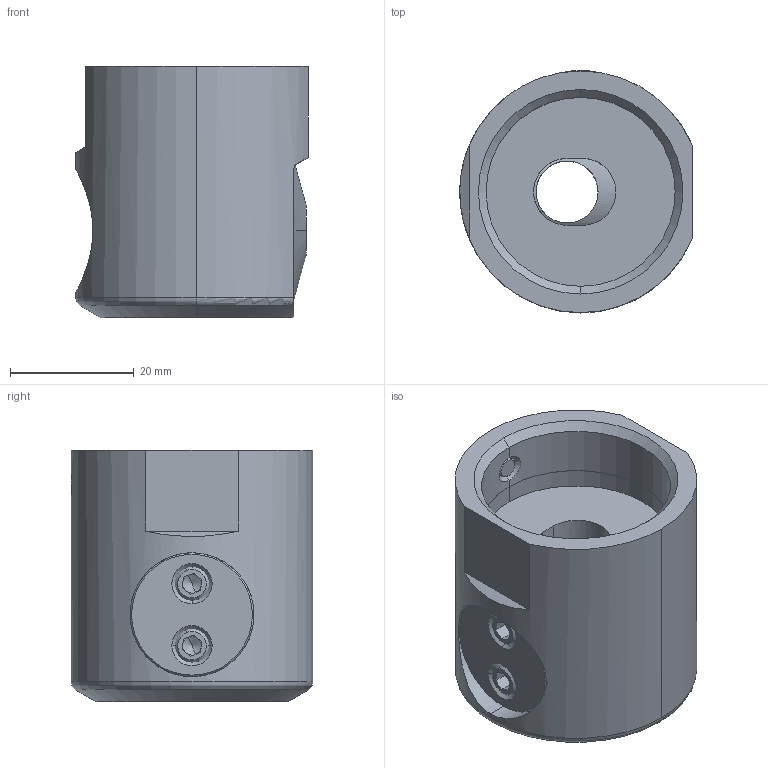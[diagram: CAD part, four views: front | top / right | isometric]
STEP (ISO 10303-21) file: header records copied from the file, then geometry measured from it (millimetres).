
FILE_DESCRIPTION(('no description'),'unknown implementation level');
FILE_NAME('04D2B47F-ACDE-4663-89F3-9D1292FCC86E_export.stp',' ',('CIMSOURCE GmbH'),('CADClick - KiM GmbH - www.kimweb.de'),'unknown preprocess','ACIS','unknown authorization');
FILE_SCHEMA(('automotive_design'));
Length unit declared in the file: millimetre
Products named in the file (8): 112.205 Kaiser EWN 2-22 X ES25|112.236 Kaiser Werkzeugk�rper zu EWN2-22xES25_Standard;NONE; 112.205 Kaiser EWN 2-22 X ES25|690.417 Kaiser ETL M4 X 4D_Standard;NONE; 112.205 Kaiser EWN 2-22 X ES25|112.270 Kaiser Werkzeugtr�ger EWN2-22_Standard|690.421 Kaiser ETL M6 X 5D_Standard;NONE; 112.205 Kaiser EWN 2-22 X ES25|112.270 Kaiser Werkzeugtr�ger EWN2-22_Standard|691.350 Kaiser RTL �2 X 16K_Standard;NONE; 112.205 Kaiser EWN 2-22 X ES25|112.270 Kaiser Werkzeugtr�ger EWN2-22_Standard|112.267 Kaiser RTL �4.9 X 5_Standard;NONE; 112.205 Kaiser EWN 2-22 X ES25|112.270 Kaiser Werkzeugtr�ger EWN2-22_Standard|112.270 Kaiser Werkzeugtr�ger EWN2-22_Standard;NONE
Bounding box: 37.5 x 39 x 40.5 mm (x, y, z)
Volume: 32392 mm3; surface area: 14048.3 mm2
Topology: 8 solids, 8 shells, 184 faces, 437 edges, 256 vertices
Faces by surface type: plane 69, cylinder 54, cone 42, bspline 16, torus 3
Full cylindrical faces by diameter (mm): 2.45 x1
Entity records: 15238 total; most frequent: CARTESIAN_POINT 6101, STYLED_ITEM 875, PRESENTATION_STYLE_ASSIGNMENT 875, COLOUR_RGB 875, ORIENTED_EDGE 854, DIRECTION 818, EDGE_CURVE 427, CURVE_STYLE 427
